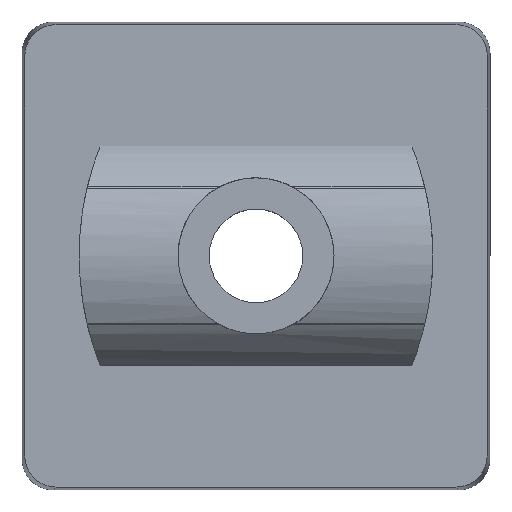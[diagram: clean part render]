
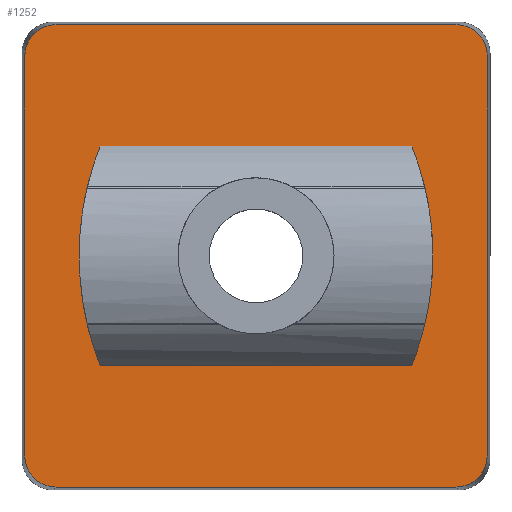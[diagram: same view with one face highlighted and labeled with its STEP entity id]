
A CAD part, top view. The second image highlights one B-rep face of the part: STEP entity #1252.
In plain terms, the highlighted planar face has unit normal (0, 0, 1).
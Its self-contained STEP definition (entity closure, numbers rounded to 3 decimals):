
#19 = ORIENTED_EDGE ( 'NONE', *, *, #1217, .F. ) ;
#60 = CARTESIAN_POINT ( 'NONE',  ( -19.229, -22.228, 7.8 ) ) ;
#72 = EDGE_CURVE ( 'NONE', #1515, #170, #1804, .T. ) ;
#79 = CARTESIAN_POINT ( 'NONE',  ( -22.228, 19.229, 7.8 ) ) ;
#101 = VECTOR ( 'NONE', #1633, 1000. ) ;
#109 = ORIENTED_EDGE ( 'NONE', *, *, #72, .F. ) ;
#116 = VECTOR ( 'NONE', #548, 1000. ) ;
#136 = DIRECTION ( 'NONE',  ( -1., 0., 0. ) ) ;
#148 = ORIENTED_EDGE ( 'NONE', *, *, #1947, .F. ) ;
#149 = CARTESIAN_POINT ( 'NONE',  ( 11.5, 0., 7.8 ) ) ;
#170 = VERTEX_POINT ( 'NONE', #1475 ) ;
#177 = VECTOR ( 'NONE', #452, 1000. ) ;
#191 = CARTESIAN_POINT ( 'NONE',  ( -22.5, -22.228, 7.8 ) ) ;
#200 = ORIENTED_EDGE ( 'NONE', *, *, #521, .F. ) ;
#256 = CARTESIAN_POINT ( 'NONE',  ( -14.97, 10.563, 7.8 ) ) ;
#273 = FACE_OUTER_BOUND ( 'NONE', #1303, .T. ) ;
#324 = VERTEX_POINT ( 'NONE', #1243 ) ;
#362 = LINE ( 'NONE', #1167, #116 ) ;
#372 = EDGE_CURVE ( 'NONE', #967, #815, #807, .T. ) ;
#374 = CARTESIAN_POINT ( 'NONE',  ( 14.97, -10.563, 7.8 ) ) ;
#378 = EDGE_CURVE ( 'NONE', #1279, #1180, #655, .T. ) ;
#394 = VECTOR ( 'NONE', #657, 1000. ) ;
#403 = AXIS2_PLACEMENT_3D ( 'NONE', #149, #1518, #1671 ) ;
#414 = CARTESIAN_POINT ( 'NONE',  ( -19.229, 22.228, 7.8 ) ) ;
#447 =( BOUNDED_CURVE ( )  B_SPLINE_CURVE ( 3, ( #1548, #617, #772, #929 ),
 .UNSPECIFIED., .F., .T. ) 
 B_SPLINE_CURVE_WITH_KNOTS ( ( 4, 4 ),
 ( 5.498, 7.068 ),
 .UNSPECIFIED. ) 
 CURVE ( )  GEOMETRIC_REPRESENTATION_ITEM ( )  RATIONAL_B_SPLINE_CURVE ( ( 1., 0.805, 0.805, 1. ) ) 
 REPRESENTATION_ITEM ( '' )  );
#452 = DIRECTION ( 'NONE',  ( 1., 0., 0. ) ) ;
#454 = DIRECTION ( 'NONE',  ( 0., 0., 1. ) ) ;
#473 = VECTOR ( 'NONE', #867, 1000. ) ;
#474 = ORIENTED_EDGE ( 'NONE', *, *, #590, .F. ) ;
#475 = CARTESIAN_POINT ( 'NONE',  ( -11.5, 0., 7.8 ) ) ;
#494 = CARTESIAN_POINT ( 'NONE',  ( -22.228, -20.986, 7.8 ) ) ;
#507 =( BOUNDED_CURVE ( )  B_SPLINE_CURVE ( 3, ( #60, #1287, #494, #649 ),
 .UNSPECIFIED., .F., .T. ) 
 B_SPLINE_CURVE_WITH_KNOTS ( ( 4, 4 ),
 ( 5.498, 7.068 ),
 .UNSPECIFIED. ) 
 CURVE ( )  GEOMETRIC_REPRESENTATION_ITEM ( )  RATIONAL_B_SPLINE_CURVE ( ( 1., 0.805, 0.805, 1. ) ) 
 REPRESENTATION_ITEM ( '' )  );
#521 = EDGE_CURVE ( 'NONE', #1392, #1258, #507, .T. ) ;
#548 = DIRECTION ( 'NONE',  ( 1., 0., 0. ) ) ;
#561 = CIRCLE ( 'NONE', #665, 28.5 ) ;
#564 = CARTESIAN_POINT ( 'NONE',  ( 22.228, 22.5, 7.8 ) ) ;
#572 = ORIENTED_EDGE ( 'NONE', *, *, #808, .F. ) ;
#590 = EDGE_CURVE ( 'NONE', #170, #1392, #1705, .T. ) ;
#594 = CARTESIAN_POINT ( 'NONE',  ( 19.229, 22.228, 7.8 ) ) ;
#599 = ORIENTED_EDGE ( 'NONE', *, *, #1618, .F. ) ;
#602 = CARTESIAN_POINT ( 'NONE',  ( 20.986, -22.228, 7.8 ) ) ;
#604 = DIRECTION ( 'NONE',  ( 0., 0., -1. ) ) ;
#606 = PLANE ( 'NONE',  #806 ) ;
#617 = CARTESIAN_POINT ( 'NONE',  ( -22.228, 20.986, 7.8 ) ) ;
#633 = VERTEX_POINT ( 'NONE', #79 ) ;
#649 = CARTESIAN_POINT ( 'NONE',  ( -22.228, -19.229, 7.8 ) ) ;
#655 =( BOUNDED_CURVE ( )  B_SPLINE_CURVE ( 3, ( #1889, #1424, #1257, #1872 ),
 .UNSPECIFIED., .F., .T. ) 
 B_SPLINE_CURVE_WITH_KNOTS ( ( 4, 4 ),
 ( 5.498, 7.068 ),
 .UNSPECIFIED. ) 
 CURVE ( )  GEOMETRIC_REPRESENTATION_ITEM ( )  RATIONAL_B_SPLINE_CURVE ( ( 1., 0.805, 0.805, 1. ) ) 
 REPRESENTATION_ITEM ( '' )  );
#657 = DIRECTION ( 'NONE',  ( -1., 0., 0. ) ) ;
#665 = AXIS2_PLACEMENT_3D ( 'NONE', #1226, #454, #1694 ) ;
#700 = LINE ( 'NONE', #564, #101 ) ;
#710 = CARTESIAN_POINT ( 'NONE',  ( -17., 0., 7.8 ) ) ;
#723 = VERTEX_POINT ( 'NONE', #256 ) ;
#737 = ORIENTED_EDGE ( 'NONE', *, *, #378, .F. ) ;
#764 = VERTEX_POINT ( 'NONE', #710 ) ;
#772 = CARTESIAN_POINT ( 'NONE',  ( -20.986, 22.228, 7.8 ) ) ;
#782 = DIRECTION ( 'NONE',  ( -1., 0., 0. ) ) ;
#806 = AXIS2_PLACEMENT_3D ( 'NONE', #1683, #604, #136 ) ;
#807 = CIRCLE ( 'NONE', #1908, 28.5 ) ;
#808 = EDGE_CURVE ( 'NONE', #815, #723, #885, .T. ) ;
#815 = VERTEX_POINT ( 'NONE', #1025 ) ;
#853 = ORIENTED_EDGE ( 'NONE', *, *, #372, .F. ) ;
#856 = EDGE_CURVE ( 'NONE', #764, #324, #1489, .T. ) ;
#867 = DIRECTION ( 'NONE',  ( -1., 0., 0. ) ) ;
#885 = LINE ( 'NONE', #990, #473 ) ;
#901 = CARTESIAN_POINT ( 'NONE',  ( -22.228, -19.229, 7.8 ) ) ;
#923 = CARTESIAN_POINT ( 'NONE',  ( 22.228, -19.229, 7.8 ) ) ;
#929 = CARTESIAN_POINT ( 'NONE',  ( -19.229, 22.228, 7.8 ) ) ;
#934 = ORIENTED_EDGE ( 'NONE', *, *, #941, .F. ) ;
#941 = EDGE_CURVE ( 'NONE', #723, #764, #561, .T. ) ;
#967 = VERTEX_POINT ( 'NONE', #374 ) ;
#990 = CARTESIAN_POINT ( 'NONE',  ( 0., 10.563, 7.8 ) ) ;
#1004 = LINE ( 'NONE', #1216, #177 ) ;
#1025 = CARTESIAN_POINT ( 'NONE',  ( 14.97, 10.563, 7.8 ) ) ;
#1042 = ORIENTED_EDGE ( 'NONE', *, *, #1951, .F. ) ;
#1075 = CARTESIAN_POINT ( 'NONE',  ( 22.228, -20.986, 7.8 ) ) ;
#1134 = LINE ( 'NONE', #1950, #1368 ) ;
#1137 = ORIENTED_EDGE ( 'NONE', *, *, #1373, .F. ) ;
#1167 = CARTESIAN_POINT ( 'NONE',  ( 0., -10.563, 7.8 ) ) ;
#1180 = VERTEX_POINT ( 'NONE', #1478 ) ;
#1209 = CARTESIAN_POINT ( 'NONE',  ( 22.228, -19.229, 7.8 ) ) ;
#1216 = CARTESIAN_POINT ( 'NONE',  ( -22.5, 22.228, 7.8 ) ) ;
#1217 = EDGE_CURVE ( 'NONE', #1180, #1515, #700, .T. ) ;
#1219 = CARTESIAN_POINT ( 'NONE',  ( 19.229, -22.228, 7.8 ) ) ;
#1226 = CARTESIAN_POINT ( 'NONE',  ( 11.5, 0., 7.8 ) ) ;
#1243 = CARTESIAN_POINT ( 'NONE',  ( -14.97, -10.563, 7.8 ) ) ;
#1252 = ADVANCED_FACE ( 'NONE', ( #2008, #273 ), #606, .F. ) ;
#1257 = CARTESIAN_POINT ( 'NONE',  ( 22.228, 20.986, 7.8 ) ) ;
#1258 = VERTEX_POINT ( 'NONE', #901 ) ;
#1279 = VERTEX_POINT ( 'NONE', #594 ) ;
#1287 = CARTESIAN_POINT ( 'NONE',  ( -20.986, -22.228, 7.8 ) ) ;
#1303 = EDGE_LOOP ( 'NONE', ( #200, #474, #109, #19, #737, #599, #1137, #148 ) ) ;
#1368 = VECTOR ( 'NONE', #1477, 1000. ) ;
#1373 = EDGE_CURVE ( 'NONE', #633, #1955, #447, .T. ) ;
#1392 = VERTEX_POINT ( 'NONE', #1581 ) ;
#1424 = CARTESIAN_POINT ( 'NONE',  ( 20.986, 22.228, 7.8 ) ) ;
#1475 = CARTESIAN_POINT ( 'NONE',  ( 19.229, -22.228, 7.8 ) ) ;
#1477 = DIRECTION ( 'NONE',  ( 0., 1., 0. ) ) ;
#1478 = CARTESIAN_POINT ( 'NONE',  ( 22.228, 19.229, 7.8 ) ) ;
#1489 = CIRCLE ( 'NONE', #403, 28.5 ) ;
#1515 = VERTEX_POINT ( 'NONE', #923 ) ;
#1518 = DIRECTION ( 'NONE',  ( 0., 0., 1. ) ) ;
#1529 = EDGE_LOOP ( 'NONE', ( #934, #572, #853, #1042, #1602 ) ) ;
#1548 = CARTESIAN_POINT ( 'NONE',  ( -22.228, 19.229, 7.8 ) ) ;
#1581 = CARTESIAN_POINT ( 'NONE',  ( -19.229, -22.228, 7.8 ) ) ;
#1602 = ORIENTED_EDGE ( 'NONE', *, *, #856, .F. ) ;
#1618 = EDGE_CURVE ( 'NONE', #1955, #1279, #1004, .T. ) ;
#1633 = DIRECTION ( 'NONE',  ( 0., -1., 0. ) ) ;
#1671 = DIRECTION ( 'NONE',  ( -1., 0., 0. ) ) ;
#1683 = CARTESIAN_POINT ( 'NONE',  ( 0., 0., 7.8 ) ) ;
#1694 = DIRECTION ( 'NONE',  ( -1., 0., 0. ) ) ;
#1705 = LINE ( 'NONE', #191, #394 ) ;
#1712 = DIRECTION ( 'NONE',  ( 0., 0., 1. ) ) ;
#1804 =( BOUNDED_CURVE ( )  B_SPLINE_CURVE ( 3, ( #1209, #1075, #602, #1219 ),
 .UNSPECIFIED., .F., .F. ) 
 B_SPLINE_CURVE_WITH_KNOTS ( ( 4, 4 ),
 ( 5.498, 7.068 ),
 .UNSPECIFIED. ) 
 CURVE ( )  GEOMETRIC_REPRESENTATION_ITEM ( )  RATIONAL_B_SPLINE_CURVE ( ( 1., 0.805, 0.805, 1. ) ) 
 REPRESENTATION_ITEM ( '' )  );
#1872 = CARTESIAN_POINT ( 'NONE',  ( 22.228, 19.229, 7.8 ) ) ;
#1889 = CARTESIAN_POINT ( 'NONE',  ( 19.229, 22.228, 7.8 ) ) ;
#1908 = AXIS2_PLACEMENT_3D ( 'NONE', #475, #1712, #782 ) ;
#1947 = EDGE_CURVE ( 'NONE', #1258, #633, #1134, .T. ) ;
#1950 = CARTESIAN_POINT ( 'NONE',  ( -22.228, 22.5, 7.8 ) ) ;
#1951 = EDGE_CURVE ( 'NONE', #324, #967, #362, .T. ) ;
#1955 = VERTEX_POINT ( 'NONE', #414 ) ;
#2008 = FACE_BOUND ( 'NONE', #1529, .T. ) ;
